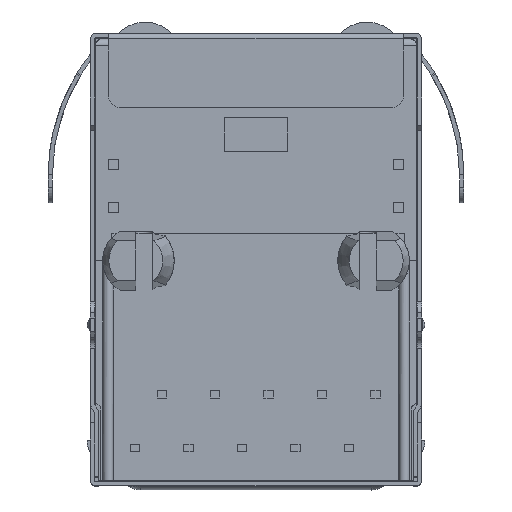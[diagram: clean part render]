
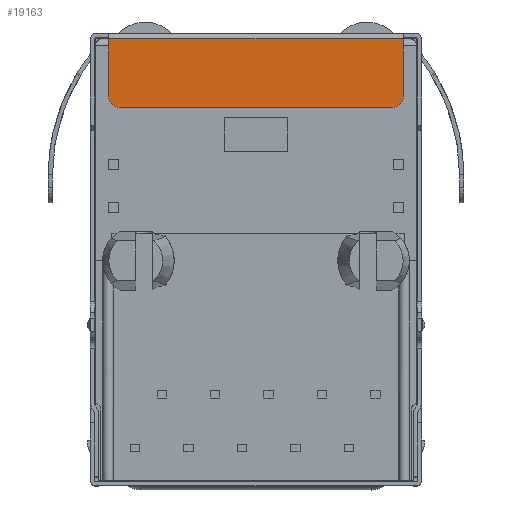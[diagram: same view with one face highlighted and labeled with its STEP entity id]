
A CAD part, left-side view. The second image highlights one B-rep face of the part: STEP entity #19163.
In plain terms, the highlighted planar face has unit normal (-1, 0, 0).
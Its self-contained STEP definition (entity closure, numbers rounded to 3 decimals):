
#1794=FACE_OUTER_BOUND('',#2860,.T.);
#2860=EDGE_LOOP('',(#17509,#17510,#17511,#17512,#17513,#17514));
#3397=CIRCLE('',#20692,0.5);
#3398=CIRCLE('',#20695,0.5);
#5447=LINE('',#33629,#7499);
#5450=LINE('',#33637,#7502);
#5451=LINE('',#33641,#7503);
#5452=LINE('',#33644,#7504);
#7499=VECTOR('',#25781,1.);
#7502=VECTOR('',#25790,1.);
#7503=VECTOR('',#25795,1.);
#7504=VECTOR('',#25800,1.);
#9250=VERTEX_POINT('',#33622);
#9251=VERTEX_POINT('',#33624);
#9252=VERTEX_POINT('',#33628);
#9253=VERTEX_POINT('',#33632);
#9254=VERTEX_POINT('',#33636);
#9255=VERTEX_POINT('',#33640);
#11998=EDGE_CURVE('',#9250,#9251,#3397,.T.);
#12000=EDGE_CURVE('',#9252,#9251,#5447,.T.);
#12002=EDGE_CURVE('',#9252,#9253,#3398,.T.);
#12004=EDGE_CURVE('',#9253,#9254,#5450,.T.);
#12006=EDGE_CURVE('',#9254,#9255,#5451,.T.);
#12008=EDGE_CURVE('',#9250,#9255,#5452,.T.);
#17509=ORIENTED_EDGE('',*,*,#12008,.T.);
#17510=ORIENTED_EDGE('',*,*,#12006,.F.);
#17511=ORIENTED_EDGE('',*,*,#12004,.F.);
#17512=ORIENTED_EDGE('',*,*,#12002,.F.);
#17513=ORIENTED_EDGE('',*,*,#12000,.T.);
#17514=ORIENTED_EDGE('',*,*,#11998,.F.);
#18159=PLANE('',#20701);
#19163=ADVANCED_FACE('',(#1794),#18159,.F.);
#20692=AXIS2_PLACEMENT_3D('',#33625,#25776,#25777);
#20695=AXIS2_PLACEMENT_3D('',#33633,#25785,#25786);
#20701=AXIS2_PLACEMENT_3D('',#33645,#25801,#25802);
#25776=DIRECTION('center_axis',(1.,0.,0.));
#25777=DIRECTION('ref_axis',(0.,-1.,0.));
#25781=DIRECTION('',(0.,-1.,0.));
#25785=DIRECTION('center_axis',(1.,0.,0.));
#25786=DIRECTION('ref_axis',(0.,0.,-1.));
#25790=DIRECTION('',(0.,0.,1.));
#25795=DIRECTION('',(0.,-1.,0.));
#25800=DIRECTION('',(0.,0.,1.));
#25801=DIRECTION('center_axis',(1.,0.,0.));
#25802=DIRECTION('ref_axis',(0.,0.,-1.));
#33622=CARTESIAN_POINT('',(3.8,0.875,-2.75));
#33624=CARTESIAN_POINT('',(3.8,1.375,-3.25));
#33625=CARTESIAN_POINT('Origin',(3.8,1.375,-2.75));
#33628=CARTESIAN_POINT('',(3.8,14.375,-3.25));
#33629=CARTESIAN_POINT('',(3.8,14.375,-3.25));
#33632=CARTESIAN_POINT('',(3.8,14.875,-2.75));
#33633=CARTESIAN_POINT('Origin',(3.8,14.375,-2.75));
#33636=CARTESIAN_POINT('',(3.8,14.875,0.));
#33637=CARTESIAN_POINT('',(3.8,14.875,-2.75));
#33640=CARTESIAN_POINT('',(3.8,0.875,0.));
#33641=CARTESIAN_POINT('',(3.8,14.875,0.));
#33644=CARTESIAN_POINT('',(3.8,0.875,-2.75));
#33645=CARTESIAN_POINT('Origin',(3.8,0.875,-1.625));
